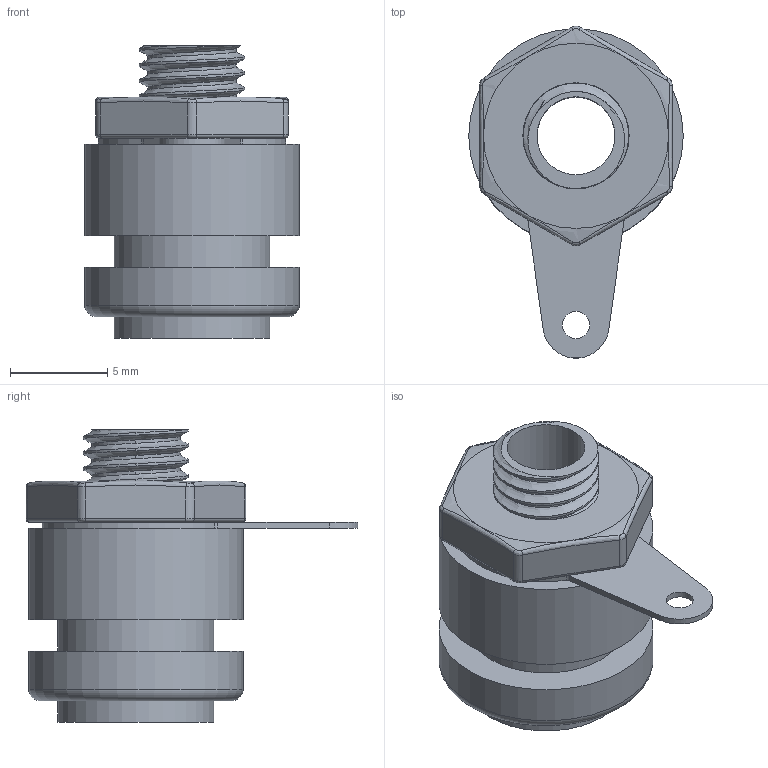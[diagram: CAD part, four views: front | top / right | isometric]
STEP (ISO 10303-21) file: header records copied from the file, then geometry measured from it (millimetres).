
FILE_DESCRIPTION(/* description */ (''),/* implementation_level */ '2;1');
FILE_NAME(/* name */ '4mm Black Banana Female Socket Jack Mount Connectors.step',/* time_stamp */ '2023-10-24T13:40:57-07:00',/* author */ (''),/* organization */ (''),/* preprocessor_version */ 'ST-DEVELOPER v20',/* originating_system */ 'Autodesk Translation Framework v12.14.0.127',/* authorisation */ '');
FILE_SCHEMA (('AUTOMOTIVE_DESIGN { 1 0 10303 214 3 1 1 }'));
Length unit declared in the file: millimetre
Products named in the file (1): 4mm Black Banana Terminal
Bounding box: 11 x 17.03 x 15 mm (x, y, z)
Volume: 746.8 mm3; surface area: 1839.2 mm2
Topology: 5 solids, 5 shells, 111 faces, 265 edges, 166 vertices
Faces by surface type: cylinder 63, plane 20, bspline 14, torus 13, cone 1
Full cylindrical faces by diameter (mm): 1.4 x1, 4 x1, 4.542 x7, 5.41 x12, 5.45 x1, 6.1 x1, 6.45 x1, 8 x2, 8.05 x1, 11 x2
Entity records: 5815 total; most frequent: CARTESIAN_POINT 3369, ORIENTED_EDGE 530, DIRECTION 430, EDGE_CURVE 265, AXIS2_PLACEMENT_3D 175, VERTEX_POINT 166, EDGE_LOOP 125, FACE_OUTER_BOUND 111
